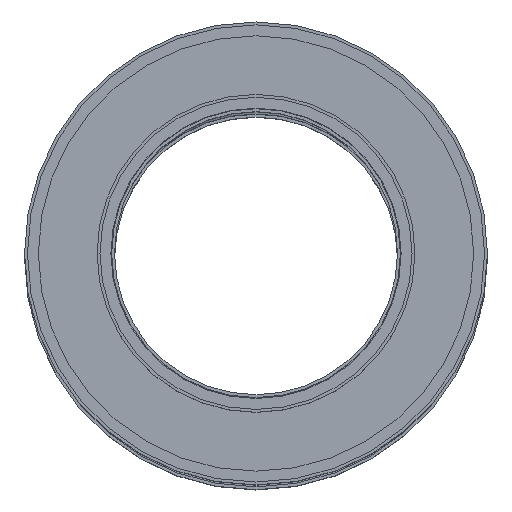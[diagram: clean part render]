
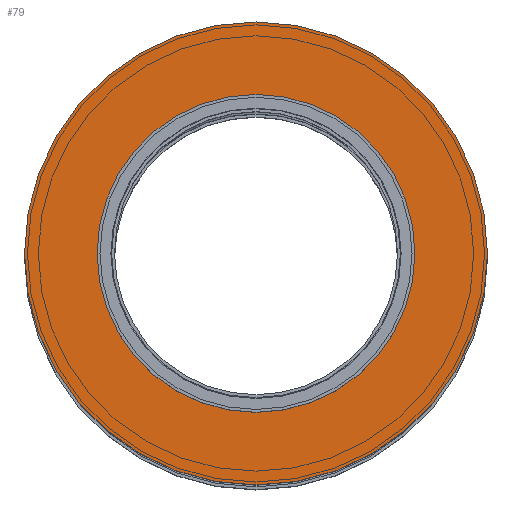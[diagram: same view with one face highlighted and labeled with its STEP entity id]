
A CAD part, top view. The second image highlights one B-rep face of the part: STEP entity #79.
In plain terms, the highlighted planar face has unit normal (0, 0, 1).
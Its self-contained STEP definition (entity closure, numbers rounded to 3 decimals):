
#64 = EDGE_CURVE ( 'NONE', #65, #67, #531, .T. ) ;
#65 = VERTEX_POINT ( 'NONE', #527 ) ;
#67 = VERTEX_POINT ( 'NONE', #575 ) ;
#79 = ADVANCED_FACE ( 'NONE', ( #604, #603 ), #602, .T. ) ;
#80 = EDGE_LOOP ( 'NONE', ( #81, #82 ) ) ;
#81 = ORIENTED_EDGE ( 'NONE', *, *, #64, .T. ) ;
#82 = ORIENTED_EDGE ( 'NONE', *, *, #83, .T. ) ;
#83 = EDGE_CURVE ( 'NONE', #67, #65, #596, .T. ) ;
#84 = EDGE_LOOP ( 'NONE', ( #85, #86 ) ) ;
#85 = ORIENTED_EDGE ( 'NONE', *, *, #453, .F. ) ;
#86 = ORIENTED_EDGE ( 'NONE', *, *, #149, .F. ) ;
#149 = EDGE_CURVE ( 'NONE', #445, #454, #729, .T. ) ;
#445 = VERTEX_POINT ( 'NONE', #1215 ) ;
#453 = EDGE_CURVE ( 'NONE', #454, #445, #1265, .T. ) ;
#454 = VERTEX_POINT ( 'NONE', #1260 ) ;
#527 = CARTESIAN_POINT ( 'NONE',  ( 79.75, 0., 500. ) ) ;
#528 = DIRECTION ( 'NONE',  ( 1., 0., 0. ) ) ;
#529 = DIRECTION ( 'NONE',  ( 0., 0., 1. ) ) ;
#530 = AXIS2_PLACEMENT_3D ( 'NONE', #537, #529, #528 ) ;
#531 = CIRCLE ( 'NONE', #530, 79.75 ) ;
#537 = CARTESIAN_POINT ( 'NONE',  ( 0., 0., 500. ) ) ;
#575 = CARTESIAN_POINT ( 'NONE',  ( -79.75, 0., 500. ) ) ;
#593 = DIRECTION ( 'NONE',  ( 1., 0., 0. ) ) ;
#594 = DIRECTION ( 'NONE',  ( 0., 0., 1. ) ) ;
#595 = AXIS2_PLACEMENT_3D ( 'NONE', #600, #594, #593 ) ;
#596 = CIRCLE ( 'NONE', #595, 79.75 ) ;
#597 = DIRECTION ( 'NONE',  ( 1., 0., 0. ) ) ;
#598 = DIRECTION ( 'NONE',  ( 0., 0., 1. ) ) ;
#599 = AXIS2_PLACEMENT_3D ( 'NONE', #601, #598, #597 ) ;
#600 = CARTESIAN_POINT ( 'NONE',  ( 0., 0., 500. ) ) ;
#601 = CARTESIAN_POINT ( 'NONE',  ( 0., 54.75, 500. ) ) ;
#602 = PLANE ( 'NONE',  #599 ) ;
#603 = FACE_BOUND ( 'NONE', #84, .T. ) ;
#604 = FACE_OUTER_BOUND ( 'NONE', #80, .T. ) ;
#726 = DIRECTION ( 'NONE',  ( 1., 0., 0. ) ) ;
#727 = DIRECTION ( 'NONE',  ( 0., 0., 1. ) ) ;
#728 = AXIS2_PLACEMENT_3D ( 'NONE', #733, #727, #726 ) ;
#729 = CIRCLE ( 'NONE', #728, 54.75 ) ;
#733 = CARTESIAN_POINT ( 'NONE',  ( 0., 0., 500. ) ) ;
#1215 = CARTESIAN_POINT ( 'NONE',  ( -54.75, 0., 500. ) ) ;
#1260 = CARTESIAN_POINT ( 'NONE',  ( 54.75, 0., 500. ) ) ;
#1261 = DIRECTION ( 'NONE',  ( 1., 0., 0. ) ) ;
#1262 = DIRECTION ( 'NONE',  ( 0., 0., 1. ) ) ;
#1263 = CARTESIAN_POINT ( 'NONE',  ( 0., 0., 500. ) ) ;
#1264 = AXIS2_PLACEMENT_3D ( 'NONE', #1263, #1262, #1261 ) ;
#1265 = CIRCLE ( 'NONE', #1264, 54.75 ) ;
